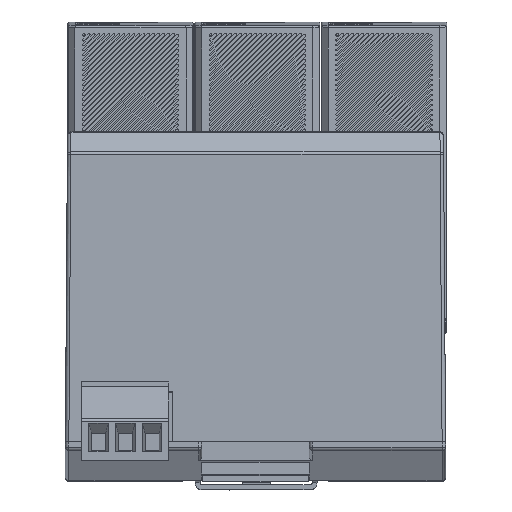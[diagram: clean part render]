
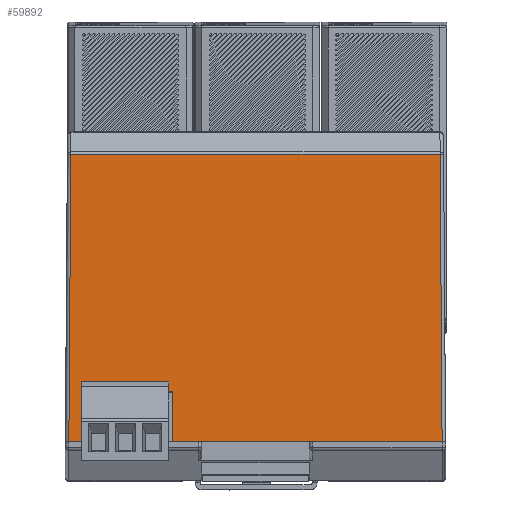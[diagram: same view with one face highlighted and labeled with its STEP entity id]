
A CAD part, top view. The second image highlights one B-rep face of the part: STEP entity #59892.
In plain terms, the highlighted face is planar.
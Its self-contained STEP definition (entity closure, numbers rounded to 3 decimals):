
#51682=DIRECTION('',(0.,-0.007,-1.));
#51683=VECTOR('',#51682,7.05);
#51684=CARTESIAN_POINT('',(-11.75,-44.951,-0.95));
#51685=LINE('',#51684,#51683);
#51703=DIRECTION('',(-1.,0.,0.));
#51704=VECTOR('',#51703,2.051);
#51705=CARTESIAN_POINT('',(-24.45,-45.,-8.));
#51706=LINE('',#51705,#51704);
#51710=DIRECTION('',(0.007,0.007,1.));
#51711=VECTOR('',#51710,40.796);
#51712=CARTESIAN_POINT('',(-26.501,-45.,
-8.));
#51713=LINE('',#51712,#51711);
#51717=DIRECTION('',(1.,0.,0.));
#51718=VECTOR('',#51717,52.432);
#51719=CARTESIAN_POINT('',(-26.216,-44.715,
32.794));
#51720=LINE('',#51719,#51718);
#51724=DIRECTION('',(0.007,-0.007,-1.));
#51725=VECTOR('',#51724,40.796);
#51726=CARTESIAN_POINT('',(26.216,-44.715,
32.794));
#51727=LINE('',#51726,#51725);
#51731=DIRECTION('',(-1.,0.,0.));
#51732=VECTOR('',#51731,38.251);
#51733=CARTESIAN_POINT('',(26.501,-45.,
-8.));
#51734=LINE('',#51733,#51732);
#51738=DIRECTION('',(0.,0.003,1.));
#51739=VECTOR('',#51738,0.05);
#51740=CARTESIAN_POINT('',(-11.75,-44.951,-0.95));
#51741=LINE('',#51740,#51739);
#51759=DIRECTION('',(0.,0.007,1.));
#51760=VECTOR('',#51759,7.05);
#51761=CARTESIAN_POINT('',(-24.45,-45.,-8.));
#51762=LINE('',#51761,#51760);
#52004=DIRECTION('',(1.,0.,0.));
#52005=VECTOR('',#52004,12.7);
#52006=CARTESIAN_POINT('',(-24.45,-44.95,-0.9));
#52007=LINE('',#52006,#52005);
#52011=DIRECTION('',(0.,0.003,1.));
#52012=VECTOR('',#52011,0.05);
#52013=CARTESIAN_POINT('',(-24.45,-44.951,-0.95));
#52014=LINE('',#52013,#52012);
#56595=CARTESIAN_POINT('',(-11.75,-44.951,-0.95));
#56596=VERTEX_POINT('',#56595);
#56597=CARTESIAN_POINT('',(-24.45,-44.951,-0.95));
#56598=VERTEX_POINT('',#56597);
#56599=CARTESIAN_POINT('',(-11.75,-45.,-8.));
#56600=VERTEX_POINT('',#56599);
#56601=CARTESIAN_POINT('',(-24.45,-45.,-8.));
#56602=VERTEX_POINT('',#56601);
#56603=CARTESIAN_POINT('',(-26.501,-45.,
-8.));
#56604=VERTEX_POINT('',#56603);
#56605=CARTESIAN_POINT('',(-26.216,-44.715,
32.794));
#56606=VERTEX_POINT('',#56605);
#56607=CARTESIAN_POINT('',(26.216,-44.715,
32.794));
#56608=VERTEX_POINT('',#56607);
#56609=CARTESIAN_POINT('',(26.501,-45.,
-8.));
#56610=VERTEX_POINT('',#56609);
#56611=CARTESIAN_POINT('',(-11.75,-44.95,-0.9));
#56612=VERTEX_POINT('',#56611);
#56613=CARTESIAN_POINT('',(-24.45,-44.95,-0.9));
#56614=VERTEX_POINT('',#56613);
#59866=CARTESIAN_POINT('',(-28.366,-45.,-8.));
#59867=DIRECTION('',(0.,-1.,0.007));
#59868=DIRECTION('',(-1.,0.,0.));
#59869=AXIS2_PLACEMENT_3D('',#59866,#59867,#59868);
#59870=PLANE('',#59869);
#59872=ORIENTED_EDGE('',*,*,#59871,.F.);
#59874=ORIENTED_EDGE('',*,*,#59873,.T.);
#59876=ORIENTED_EDGE('',*,*,#59875,.T.);
#59878=ORIENTED_EDGE('',*,*,#59877,.T.);
#59880=ORIENTED_EDGE('',*,*,#59879,.T.);
#59882=ORIENTED_EDGE('',*,*,#59881,.T.);
#59883=ORIENTED_EDGE('',*,*,#59858,.F.);
#59885=ORIENTED_EDGE('',*,*,#59884,.T.);
#59887=ORIENTED_EDGE('',*,*,#59886,.F.);
#59889=ORIENTED_EDGE('',*,*,#59888,.F.);
#59890=EDGE_LOOP('',(#59872,#59874,#59876,#59878,#59880,#59882,#59883,#59885,
#59887,#59889));
#59891=FACE_OUTER_BOUND('',#59890,.F.);
#59858=EDGE_CURVE('',#56596,#56600,#51685,.T.);
#59871=EDGE_CURVE('',#56602,#56598,#51762,.T.);
#59873=EDGE_CURVE('',#56602,#56604,#51706,.T.);
#59875=EDGE_CURVE('',#56604,#56606,#51713,.T.);
#59877=EDGE_CURVE('',#56606,#56608,#51720,.T.);
#59879=EDGE_CURVE('',#56608,#56610,#51727,.T.);
#59881=EDGE_CURVE('',#56610,#56600,#51734,.T.);
#59884=EDGE_CURVE('',#56596,#56612,#51741,.T.);
#59886=EDGE_CURVE('',#56614,#56612,#52007,.T.);
#59888=EDGE_CURVE('',#56598,#56614,#52014,.T.);
#59892=ADVANCED_FACE('',(#59891),#59870,.T.);
